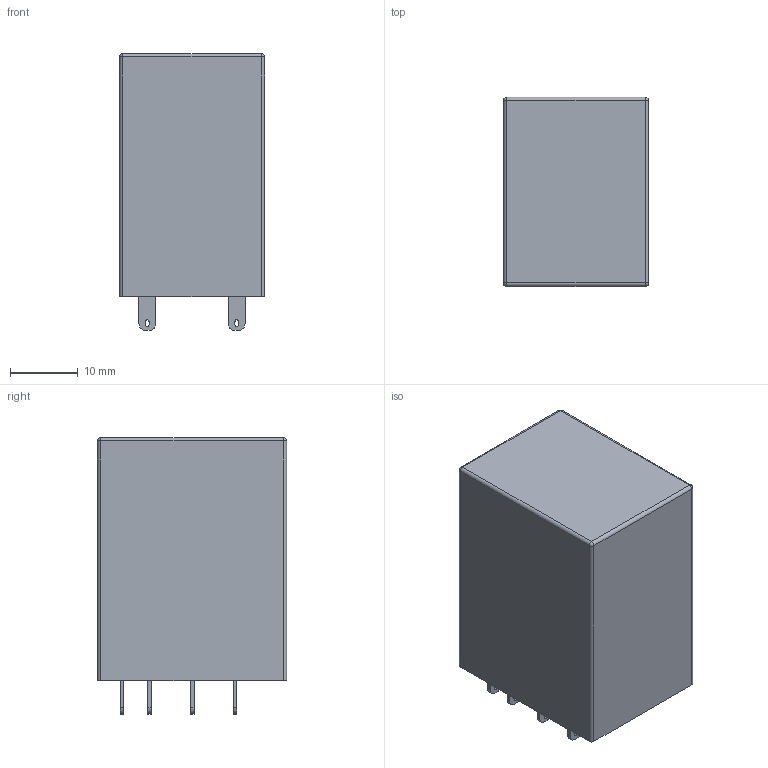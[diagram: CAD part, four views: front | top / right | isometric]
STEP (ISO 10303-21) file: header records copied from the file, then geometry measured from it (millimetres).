
FILE_DESCRIPTION (( 'STEP AP214' ), '1' );
FILE_NAME ('RELAYS-TH_GR-2C.step', '2022-07-09T14:27:58', ( '' ), ( '' ), 'SwSTEP 2.0', 'SolidWorks 2020', '' );
FILE_SCHEMA (( 'AUTOMOTIVE_DESIGN' ));
Length unit declared in the file: millimetre
Products named in the file (1): RELAYS-TH_GR-2C
Bounding box: 21.5 x 28.01 x 41 mm (x, y, z)
Volume: 21705.4 mm3; surface area: 4948.7 mm2
Topology: 1 solids, 1 shells, 314 faces, 847 edges, 558 vertices
Faces by surface type: plane 172, bspline 114, cylinder 24, sphere 4
Entity records: 13027 total; most frequent: CARTESIAN_POINT 3230, ORIENTED_EDGE 1686, DIRECTION 1061, EDGE_CURVE 843, LINE 563, VECTOR 563, VERTEX_POINT 558, EDGE_LOOP 357
